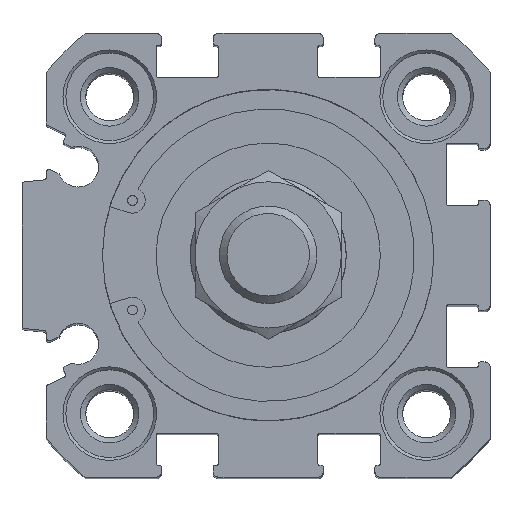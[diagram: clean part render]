
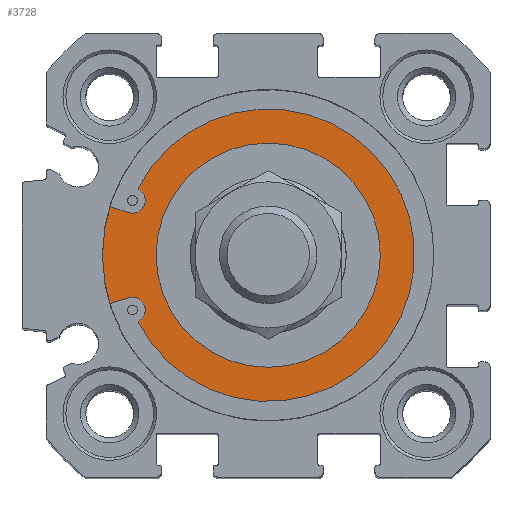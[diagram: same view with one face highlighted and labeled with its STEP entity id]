
A CAD part, top view. The second image highlights one B-rep face of the part: STEP entity #3728.
In plain terms, the highlighted planar face has unit normal (0, 0, 1).
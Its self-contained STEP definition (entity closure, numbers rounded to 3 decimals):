
#86=PLANE('',#4049);
#193=FACE_BOUND('',#1087,.T.);
#329=LINE('',#5964,#621);
#330=LINE('',#5969,#622);
#621=VECTOR('',#4686,1.912);
#622=VECTOR('',#4691,1.855);
#845=FACE_OUTER_BOUND('',#1086,.T.);
#1086=EDGE_LOOP('',(#2697,#2698,#2699,#2700,#2701,#2702,#2703,#2704,#2705,
#2706));
#1087=EDGE_LOOP('',(#2707));
#1369=CIRCLE('',#3956,17.);
#1454=CIRCLE('',#4050,0.2);
#1455=CIRCLE('',#4051,0.2);
#1456=CIRCLE('',#4052,1.3);
#1457=CIRCLE('',#4053,0.1);
#1458=CIRCLE('',#4054,15.);
#1459=CIRCLE('',#4055,0.1);
#1460=CIRCLE('',#4056,1.301);
#1461=CIRCLE('',#4057,11.5);
#1596=VERTEX_POINT('',#5632);
#1598=VERTEX_POINT('',#5636);
#1754=VERTEX_POINT('',#5962);
#1755=VERTEX_POINT('',#5963);
#1756=VERTEX_POINT('',#5966);
#1757=VERTEX_POINT('',#5968);
#1758=VERTEX_POINT('',#5970);
#1759=VERTEX_POINT('',#5972);
#1760=VERTEX_POINT('',#5974);
#1761=VERTEX_POINT('',#5976);
#1762=VERTEX_POINT('',#5979);
#1981=EDGE_CURVE('',#1596,#1598,#1369,.T.);
#2141=EDGE_CURVE('',#1754,#1755,#329,.T.);
#2142=EDGE_CURVE('',#1596,#1754,#1454,.T.);
#2143=EDGE_CURVE('',#1756,#1598,#1455,.T.);
#2144=EDGE_CURVE('',#1757,#1756,#330,.T.);
#2145=EDGE_CURVE('',#1758,#1757,#1456,.T.);
#2146=EDGE_CURVE('',#1758,#1759,#1457,.T.);
#2147=EDGE_CURVE('',#1759,#1760,#1458,.T.);
#2148=EDGE_CURVE('',#1760,#1761,#1459,.T.);
#2149=EDGE_CURVE('',#1755,#1761,#1460,.T.);
#2150=EDGE_CURVE('',#1762,#1762,#1461,.T.);
#2697=ORIENTED_EDGE('',*,*,#2141,.F.);
#2698=ORIENTED_EDGE('',*,*,#2142,.F.);
#2699=ORIENTED_EDGE('',*,*,#1981,.T.);
#2700=ORIENTED_EDGE('',*,*,#2143,.F.);
#2701=ORIENTED_EDGE('',*,*,#2144,.F.);
#2702=ORIENTED_EDGE('',*,*,#2145,.F.);
#2703=ORIENTED_EDGE('',*,*,#2146,.T.);
#2704=ORIENTED_EDGE('',*,*,#2147,.T.);
#2705=ORIENTED_EDGE('',*,*,#2148,.T.);
#2706=ORIENTED_EDGE('',*,*,#2149,.F.);
#2707=ORIENTED_EDGE('',*,*,#2150,.F.);
#3728=ADVANCED_FACE('',(#845,#193),#86,.T.);
#3956=AXIS2_PLACEMENT_3D('',#5638,#4423,#4424);
#4049=AXIS2_PLACEMENT_3D('',#5961,#4684,#4685);
#4050=AXIS2_PLACEMENT_3D('',#5965,#4687,#4688);
#4051=AXIS2_PLACEMENT_3D('',#5967,#4689,#4690);
#4052=AXIS2_PLACEMENT_3D('',#5971,#4692,#4693);
#4053=AXIS2_PLACEMENT_3D('',#5973,#4694,#4695);
#4054=AXIS2_PLACEMENT_3D('',#5975,#4696,#4697);
#4055=AXIS2_PLACEMENT_3D('',#5977,#4698,#4699);
#4056=AXIS2_PLACEMENT_3D('',#5978,#4700,#4701);
#4057=AXIS2_PLACEMENT_3D('',#5980,#4702,#4703);
#4423=DIRECTION('center_axis',(0.,0.,1.));
#4424=DIRECTION('ref_axis',(1.,0.,0.));
#4684=DIRECTION('center_axis',(0.,0.,1.));
#4685=DIRECTION('ref_axis',(1.,0.,0.));
#4686=DIRECTION('',(0.956,-0.292,0.));
#4687=DIRECTION('center_axis',(0.,0.,1.));
#4688=DIRECTION('ref_axis',(1.,0.,0.));
#4689=DIRECTION('center_axis',(0.,0.,1.));
#4690=DIRECTION('ref_axis',(1.,0.,0.));
#4691=DIRECTION('',(-0.956,-0.292,0.));
#4692=DIRECTION('center_axis',(0.,0.,1.));
#4693=DIRECTION('ref_axis',(1.,0.,0.));
#4694=DIRECTION('center_axis',(0.,0.,1.));
#4695=DIRECTION('ref_axis',(1.,0.,0.));
#4696=DIRECTION('center_axis',(0.,0.,1.));
#4697=DIRECTION('ref_axis',(1.,0.,0.));
#4698=DIRECTION('center_axis',(0.,0.,1.));
#4699=DIRECTION('ref_axis',(1.,0.,0.));
#4700=DIRECTION('center_axis',(0.,0.,1.));
#4701=DIRECTION('ref_axis',(1.,0.,0.));
#4702=DIRECTION('center_axis',(0.,0.,1.));
#4703=DIRECTION('ref_axis',(1.,0.,0.));
#5632=CARTESIAN_POINT('',(-16.197,5.164,-1.));
#5636=CARTESIAN_POINT('',(-16.197,-5.164,-1.));
#5638=CARTESIAN_POINT('Origin',(0.,0.,-1.));
#5961=CARTESIAN_POINT('Origin',(0.,0.,-1.));
#5962=CARTESIAN_POINT('',(-16.065,4.911,-1.));
#5963=CARTESIAN_POINT('',(-14.237,4.353,-1.));
#5964=CARTESIAN_POINT('',(-16.065,4.911,-1.));
#5965=CARTESIAN_POINT('Origin',(-16.006,5.103,-1.));
#5966=CARTESIAN_POINT('',(-16.065,-4.911,-1.));
#5967=CARTESIAN_POINT('Origin',(-16.006,-5.103,-1.));
#5968=CARTESIAN_POINT('',(-14.291,-4.369,-1.));
#5969=CARTESIAN_POINT('',(-14.291,-4.369,-1.));
#5970=CARTESIAN_POINT('',(-13.285,-6.752,-1.));
#5971=CARTESIAN_POINT('Origin',(-13.911,-5.612,-1.));
#5972=CARTESIAN_POINT('',(-13.326,-6.886,-1.));
#5973=CARTESIAN_POINT('Origin',(-13.237,-6.84,-1.));
#5974=CARTESIAN_POINT('',(-13.326,6.887,-1.));
#5975=CARTESIAN_POINT('Origin',(0.,0.,
-1.));
#5976=CARTESIAN_POINT('',(-13.285,6.753,-1.));
#5977=CARTESIAN_POINT('Origin',(-13.237,6.841,-1.));
#5978=CARTESIAN_POINT('Origin',(-13.911,5.612,-1.));
#5979=CARTESIAN_POINT('',(11.5,0.,-1.));
#5980=CARTESIAN_POINT('Origin',(0.,0.,-1.));
